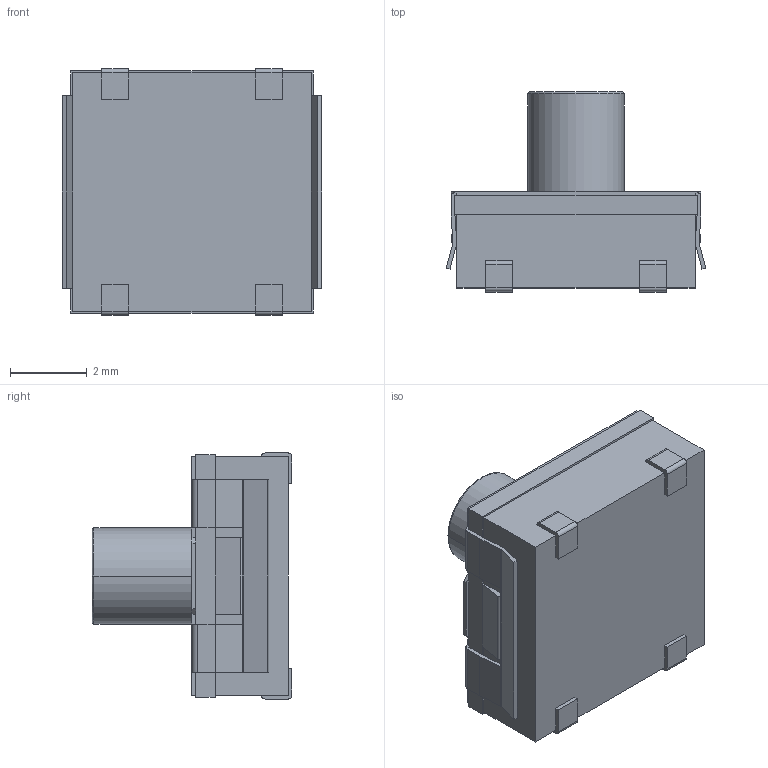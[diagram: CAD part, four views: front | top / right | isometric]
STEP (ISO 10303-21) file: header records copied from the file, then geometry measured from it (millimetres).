
FILE_DESCRIPTION((''),'2;1');
FILE_NAME('SKRA_L6-8_W6-2_H5-1','2019-01-15T',('Dragos'),(''),'PRO/ENGINEER BY PARAMETRIC TECHNOLOGY CORPORATION, 2004440','PRO/ENGINEER BY PARAMETRIC TECHNOLOGY CORPORATION, 2004440','');
FILE_SCHEMA(('AUTOMOTIVE_DESIGN { 1 0 10303 214 1 1 1 1 }'));
Length unit declared in the file: millimetre
Products named in the file (1): SKRA_L6-8_W6-2_H5-1
Bounding box: 6.74 x 5.2 x 6.4 mm (x, y, z)
Volume: 111.4 mm3; surface area: 190.8 mm2
Topology: 1 solids, 1 shells, 124 faces, 339 edges, 218 vertices
Faces by surface type: plane 98, cylinder 22, torus 4
Entity records: 6324 total; most frequent: CARTESIAN_POINT 677, ORIENTED_EDGE 672, DIRECTION 641, PRESENTATION_STYLE_ASSIGNMENT 457, STYLED_ITEM 341, CURVE_STYLE 340, EDGE_CURVE 336, VECTOR 287
